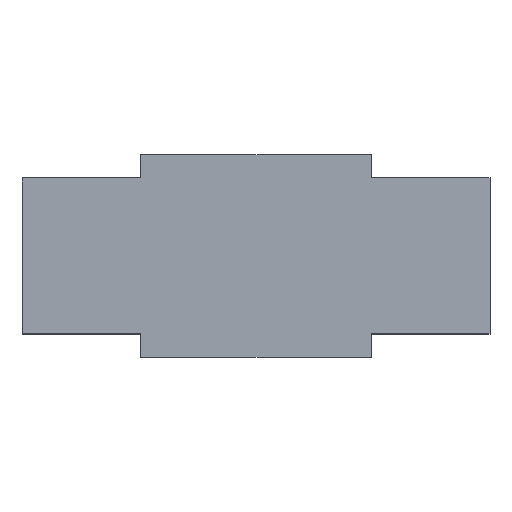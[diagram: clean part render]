
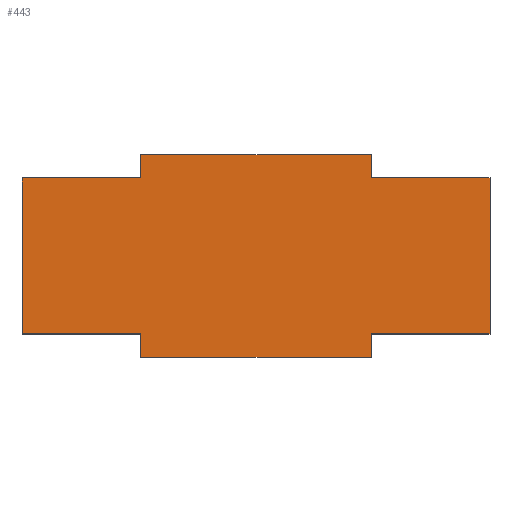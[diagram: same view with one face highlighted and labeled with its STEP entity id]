
A CAD part, top view. The second image highlights one B-rep face of the part: STEP entity #443.
In plain terms, the highlighted planar face has unit normal (0, 0, 1).
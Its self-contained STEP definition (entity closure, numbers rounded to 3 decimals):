
#63=CARTESIAN_POINT('Vertex',(-12.872,13.,-49.75)) ;
#77=CARTESIAN_POINT('Vertex',(-42.472,13.,-49.75)) ;
#80=CARTESIAN_POINT('Line Origine',(-27.672,13.,-49.75)) ;
#108=CARTESIAN_POINT('Vertex',(-42.472,10.,-49.75)) ;
#111=CARTESIAN_POINT('Line Origine',(-42.472,11.5,-49.75)) ;
#139=CARTESIAN_POINT('Vertex',(-57.672,10.,-49.75)) ;
#142=CARTESIAN_POINT('Line Origine',(-50.072,10.,-49.75)) ;
#170=CARTESIAN_POINT('Vertex',(-57.672,-10.,-49.75)) ;
#173=CARTESIAN_POINT('Line Origine',(-57.672,0.,-49.75)) ;
#201=CARTESIAN_POINT('Vertex',(-42.472,-10.,-49.75)) ;
#204=CARTESIAN_POINT('Line Origine',(-50.072,-10.,-49.75)) ;
#227=CARTESIAN_POINT('Vertex',(-42.472,-13.,-49.75)) ;
#230=CARTESIAN_POINT('Line Origine',(-42.472,-11.5,-49.75)) ;
#258=CARTESIAN_POINT('Vertex',(-12.872,-13.,-49.75)) ;
#261=CARTESIAN_POINT('Line Origine',(-27.672,-13.,-49.75)) ;
#289=CARTESIAN_POINT('Vertex',(-12.872,-10.,-49.75)) ;
#292=CARTESIAN_POINT('Line Origine',(-12.872,-11.5,-49.75)) ;
#315=CARTESIAN_POINT('Vertex',(2.328,-10.,-49.75)) ;
#318=CARTESIAN_POINT('Line Origine',(-5.272,-10.,-49.75)) ;
#346=CARTESIAN_POINT('Vertex',(2.328,10.,-49.75)) ;
#349=CARTESIAN_POINT('Line Origine',(2.328,0.,-49.75)) ;
#372=CARTESIAN_POINT('Vertex',(-12.872,10.,-49.75)) ;
#375=CARTESIAN_POINT('Line Origine',(-5.272,10.,-49.75)) ;
#392=CARTESIAN_POINT('Line Origine',(-12.872,11.5,-49.75)) ;
#424=CARTESIAN_POINT('Axis2P3D Location',(0.,0.,-49.75)) ;
#81=DIRECTION('Vector Direction',(1.,0.,0.)) ;
#112=DIRECTION('Vector Direction',(0.,1.,0.)) ;
#143=DIRECTION('Vector Direction',(1.,0.,0.)) ;
#174=DIRECTION('Vector Direction',(0.,1.,0.)) ;
#205=DIRECTION('Vector Direction',(-1.,0.,0.)) ;
#231=DIRECTION('Vector Direction',(0.,1.,0.)) ;
#262=DIRECTION('Vector Direction',(-1.,0.,0.)) ;
#293=DIRECTION('Vector Direction',(0.,-1.,0.)) ;
#319=DIRECTION('Vector Direction',(-1.,0.,0.)) ;
#350=DIRECTION('Vector Direction',(0.,-1.,0.)) ;
#376=DIRECTION('Vector Direction',(1.,0.,0.)) ;
#393=DIRECTION('Vector Direction',(0.,-1.,0.)) ;
#425=DIRECTION('Axis2P3D Direction',(0.,-0.,1.)) ;
#426=DIRECTION('Axis2P3D XDirection',(1.,0.,0.)) ;
#427=AXIS2_PLACEMENT_3D('Plane Axis2P3D',#424,#425,#426) ;
#430=ORIENTED_EDGE('',*,*,#84,.T.) ;
#431=ORIENTED_EDGE('',*,*,#115,.T.) ;
#432=ORIENTED_EDGE('',*,*,#146,.T.) ;
#433=ORIENTED_EDGE('',*,*,#177,.T.) ;
#434=ORIENTED_EDGE('',*,*,#208,.T.) ;
#435=ORIENTED_EDGE('',*,*,#234,.T.) ;
#436=ORIENTED_EDGE('',*,*,#265,.T.) ;
#437=ORIENTED_EDGE('',*,*,#296,.T.) ;
#438=ORIENTED_EDGE('',*,*,#322,.T.) ;
#439=ORIENTED_EDGE('',*,*,#353,.T.) ;
#440=ORIENTED_EDGE('',*,*,#379,.T.) ;
#441=ORIENTED_EDGE('',*,*,#396,.T.) ;
#82=VECTOR('Line Direction',#81,1.) ;
#113=VECTOR('Line Direction',#112,1.) ;
#144=VECTOR('Line Direction',#143,1.) ;
#175=VECTOR('Line Direction',#174,1.) ;
#206=VECTOR('Line Direction',#205,1.) ;
#232=VECTOR('Line Direction',#231,1.) ;
#263=VECTOR('Line Direction',#262,1.) ;
#294=VECTOR('Line Direction',#293,1.) ;
#320=VECTOR('Line Direction',#319,1.) ;
#351=VECTOR('Line Direction',#350,1.) ;
#377=VECTOR('Line Direction',#376,1.) ;
#394=VECTOR('Line Direction',#393,1.) ;
#443=ADVANCED_FACE('plaque-teflon-sup',(#442),#428,.T.) ;
#84=EDGE_CURVE('',#64,#78,#83,.F.) ;
#115=EDGE_CURVE('',#78,#109,#114,.F.) ;
#146=EDGE_CURVE('',#109,#140,#145,.F.) ;
#177=EDGE_CURVE('',#140,#171,#176,.F.) ;
#208=EDGE_CURVE('',#171,#202,#207,.F.) ;
#234=EDGE_CURVE('',#202,#228,#233,.F.) ;
#265=EDGE_CURVE('',#228,#259,#264,.F.) ;
#296=EDGE_CURVE('',#259,#290,#295,.F.) ;
#322=EDGE_CURVE('',#290,#316,#321,.F.) ;
#353=EDGE_CURVE('',#316,#347,#352,.F.) ;
#379=EDGE_CURVE('',#347,#373,#378,.F.) ;
#396=EDGE_CURVE('',#373,#64,#395,.F.) ;
#429=EDGE_LOOP('',(#430,#431,#432,#433,#434,#435,#436,#437,#438,#439,#440,#441)) ;
#442=FACE_OUTER_BOUND('',#429,.T.) ;
#83=LINE('Line',#80,#82) ;
#114=LINE('Line',#111,#113) ;
#145=LINE('Line',#142,#144) ;
#176=LINE('Line',#173,#175) ;
#207=LINE('Line',#204,#206) ;
#233=LINE('Line',#230,#232) ;
#264=LINE('Line',#261,#263) ;
#295=LINE('Line',#292,#294) ;
#321=LINE('Line',#318,#320) ;
#352=LINE('Line',#349,#351) ;
#378=LINE('Line',#375,#377) ;
#395=LINE('Line',#392,#394) ;
#428=PLANE('Plane',#427) ;
#64=VERTEX_POINT('',#63) ;
#78=VERTEX_POINT('',#77) ;
#109=VERTEX_POINT('',#108) ;
#140=VERTEX_POINT('',#139) ;
#171=VERTEX_POINT('',#170) ;
#202=VERTEX_POINT('',#201) ;
#228=VERTEX_POINT('',#227) ;
#259=VERTEX_POINT('',#258) ;
#290=VERTEX_POINT('',#289) ;
#316=VERTEX_POINT('',#315) ;
#347=VERTEX_POINT('',#346) ;
#373=VERTEX_POINT('',#372) ;
